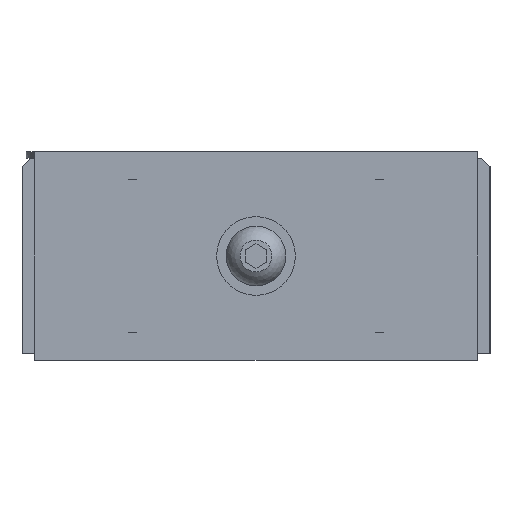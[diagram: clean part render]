
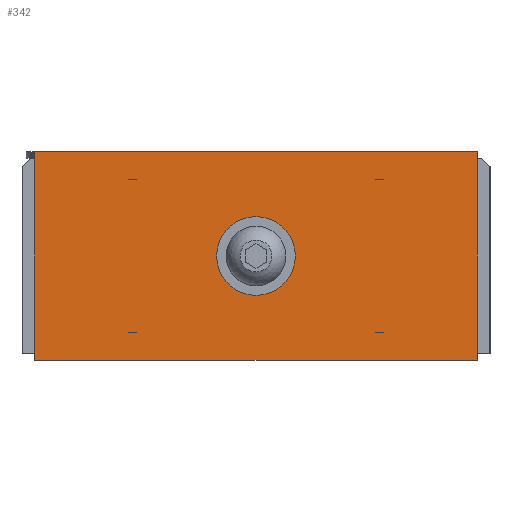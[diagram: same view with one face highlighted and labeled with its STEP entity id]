
A CAD part, left-side view. The second image highlights one B-rep face of the part: STEP entity #342.
In plain terms, the highlighted planar face has unit normal (-1, 0, 0).
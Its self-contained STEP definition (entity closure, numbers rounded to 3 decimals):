
#342 = ADVANCED_FACE( '', ( #859, #860 ), #861, .F. );
#859 = FACE_OUTER_BOUND( '', #1640, .T. );
#860 = FACE_BOUND( '', #1641, .T. );
#861 = PLANE( '', #1642 );
#1640 = EDGE_LOOP( '', ( #2625, #2626, #2627, #2628 ) );
#1641 = EDGE_LOOP( '', ( #2629 ) );
#1642 = AXIS2_PLACEMENT_3D( '', #2630, #2631, #2632 );
#2625 = ORIENTED_EDGE( '', *, *, #4027, .F. );
#2626 = ORIENTED_EDGE( '', *, *, #4075, .F. );
#2627 = ORIENTED_EDGE( '', *, *, #4076, .F. );
#2628 = ORIENTED_EDGE( '', *, *, #4077, .F. );
#2629 = ORIENTED_EDGE( '', *, *, #4078, .F. );
#2630 = CARTESIAN_POINT( '', ( -106., 52., 47.5 ) );
#2631 = DIRECTION( '', ( 1., 0., 0. ) );
#2632 = DIRECTION( '', ( 0., 0., 1. ) );
#4027 = EDGE_CURVE( '', #4762, #4764, #4765, .T. );
#4075 = EDGE_CURVE( '', #4842, #4762, #4843, .T. );
#4076 = EDGE_CURVE( '', #4844, #4842, #4845, .T. );
#4077 = EDGE_CURVE( '', #4764, #4844, #4846, .T. );
#4078 = EDGE_CURVE( '', #4847, #4847, #4848, .F. );
#4762 = VERTEX_POINT( '', #5941 );
#4764 = VERTEX_POINT( '', #5944 );
#4765 = LINE( '', #5945, #5946 );
#4842 = VERTEX_POINT( '', #6052 );
#4843 = LINE( '', #6053, #6054 );
#4844 = VERTEX_POINT( '', #6055 );
#4845 = LINE( '', #6056, #6057 );
#4846 = LINE( '', #6058, #6059 );
#4847 = VERTEX_POINT( '', #6060 );
#4848 = CIRCLE( '', #6061, 9.25 );
#5941 = CARTESIAN_POINT( '', ( -106., 52., -1.5 ) );
#5944 = CARTESIAN_POINT( '', ( -106., 52., 47.5 ) );
#5945 = CARTESIAN_POINT( '', ( -106., 52., -1.5 ) );
#5946 = VECTOR( '', #6916, 1000. );
#6052 = CARTESIAN_POINT( '', ( -106., -52., -1.5 ) );
#6053 = CARTESIAN_POINT( '', ( -106., -52., -1.5 ) );
#6054 = VECTOR( '', #6980, 1000. );
#6055 = CARTESIAN_POINT( '', ( -106., -52., 47.5 ) );
#6056 = CARTESIAN_POINT( '', ( -106., -52., 47.5 ) );
#6057 = VECTOR( '', #6981, 1000. );
#6058 = CARTESIAN_POINT( '', ( -106., 52., 47.5 ) );
#6059 = VECTOR( '', #6982, 1000. );
#6060 = CARTESIAN_POINT( '', ( -106., 0., 13.75 ) );
#6061 = AXIS2_PLACEMENT_3D( '', #6983, #6984, #6985 );
#6916 = DIRECTION( '', ( 0., 0., 1. ) );
#6980 = DIRECTION( '', ( 0., 1., 0. ) );
#6981 = DIRECTION( '', ( 0., 0., -1. ) );
#6982 = DIRECTION( '', ( 0., -1., 0. ) );
#6983 = CARTESIAN_POINT( '', ( -106., 0., 23. ) );
#6984 = DIRECTION( '', ( 1., 0., 0. ) );
#6985 = DIRECTION( '', ( 0., 0., -1. ) );
